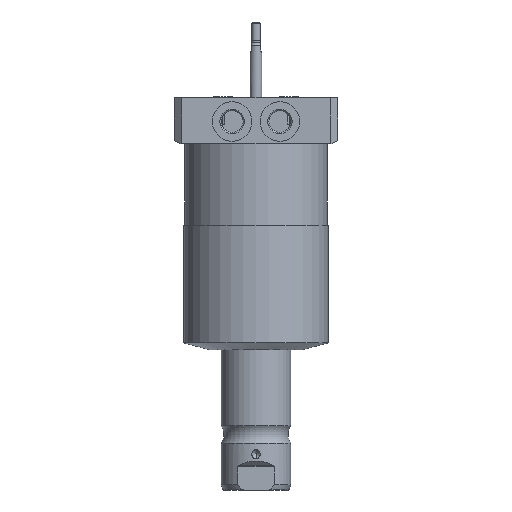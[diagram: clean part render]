
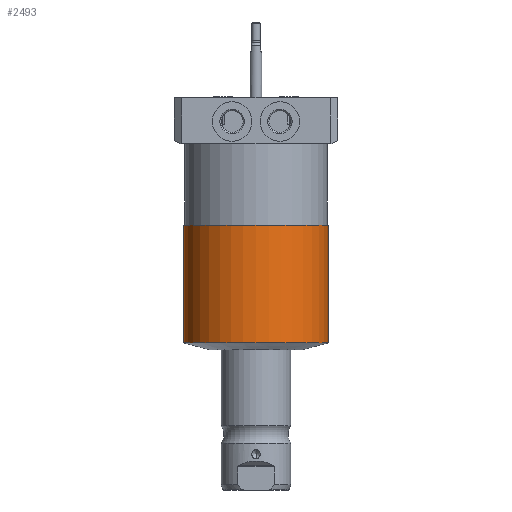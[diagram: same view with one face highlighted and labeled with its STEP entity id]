
A CAD part, left-side view. The second image highlights one B-rep face of the part: STEP entity #2493.
In plain terms, the highlighted cylindrical face has radius 39.523 mm (diameter 79.045 mm), a partial arc.
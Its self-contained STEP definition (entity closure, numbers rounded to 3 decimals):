
#225=CARTESIAN_POINT('',(0.,0.,-44.45));
#226=DIRECTION('',(0.,0.,-1.));
#227=DIRECTION('',(0.,-1.,0.));
#228=AXIS2_PLACEMENT_3D('',#225,#226,#227);
#235=DIRECTION('',(0.,0.,-1.));
#236=VECTOR('',#235,64.034);
#237=CARTESIAN_POINT('',(0.,-39.523,-44.45));
#238=LINE('',#237,#236);
#239=CARTESIAN_POINT('',(0.,0.,-108.484));
#240=DIRECTION('',(0.,0.,-1.));
#241=DIRECTION('',(0.,-1.,0.));
#242=AXIS2_PLACEMENT_3D('',#239,#240,#241);
#277=DIRECTION('',(0.,0.,-1.));
#278=VECTOR('',#277,64.034);
#279=CARTESIAN_POINT('',(0.,39.523,-44.45));
#280=LINE('',#279,#278);
#2205=CARTESIAN_POINT('',(0.,-39.523,-44.45));
#2206=CARTESIAN_POINT('',(0.,39.523,-44.45));
#2207=VERTEX_POINT('',#2205);
#2208=VERTEX_POINT('',#2206);
#2213=CARTESIAN_POINT('',(0.,-39.523,-108.484));
#2214=CARTESIAN_POINT('',(0.,39.523,-108.484));
#2215=VERTEX_POINT('',#2213);
#2216=VERTEX_POINT('',#2214);
#2479=CARTESIAN_POINT('',(0.,0.,0.));
#2480=DIRECTION('',(0.,0.,-1.));
#2481=DIRECTION('',(0.,-1.,0.));
#2482=AXIS2_PLACEMENT_3D('',#2479,#2480,#2481);
#2483=CYLINDRICAL_SURFACE('',#2482,39.523);
#2485=ORIENTED_EDGE('',*,*,#2484,.T.);
#2487=ORIENTED_EDGE('',*,*,#2486,.F.);
#2488=ORIENTED_EDGE('',*,*,#2468,.F.);
#2490=ORIENTED_EDGE('',*,*,#2489,.T.);
#2491=EDGE_LOOP('',(#2485,#2487,#2488,#2490));
#2492=FACE_OUTER_BOUND('',#2491,.F.);
#229=CIRCLE('',#228,39.523);
#243=CIRCLE('',#242,39.523);
#2468=EDGE_CURVE('',#2207,#2208,#229,.T.);
#2484=EDGE_CURVE('',#2215,#2216,#243,.T.);
#2486=EDGE_CURVE('',#2208,#2216,#280,.T.);
#2489=EDGE_CURVE('',#2207,#2215,#238,.T.);
#2493=ADVANCED_FACE('',(#2492),#2483,.T.);
